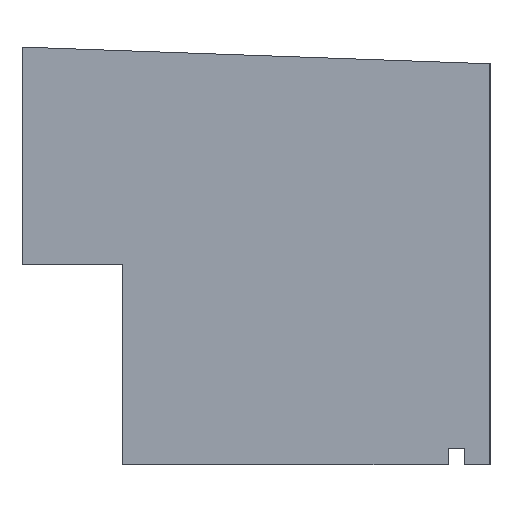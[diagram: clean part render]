
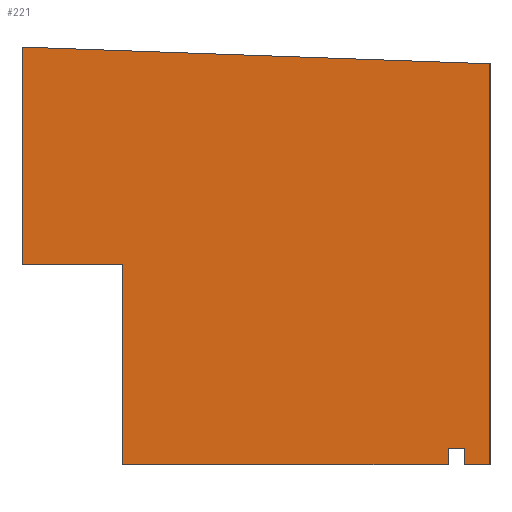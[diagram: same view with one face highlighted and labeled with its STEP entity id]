
A CAD part, left-side view. The second image highlights one B-rep face of the part: STEP entity #221.
In plain terms, the highlighted planar face has unit normal (-1, 0, 0).
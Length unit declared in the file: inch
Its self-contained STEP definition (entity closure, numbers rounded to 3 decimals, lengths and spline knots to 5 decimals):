
#15=FACE_OUTER_BOUND('',#27,.T.);
#27=EDGE_LOOP('',(#149,#150,#151,#152,#153,#154,#155,#156,#157,#158));
#39=LINE('',#319,#69);
#40=LINE('',#321,#70);
#41=LINE('',#323,#71);
#42=LINE('',#325,#72);
#43=LINE('',#327,#73);
#44=LINE('',#329,#74);
#45=LINE('',#331,#75);
#46=LINE('',#333,#76);
#47=LINE('',#335,#77);
#48=LINE('',#336,#78);
#69=VECTOR('',#263,0.3937);
#70=VECTOR('',#264,0.3937);
#71=VECTOR('',#265,0.3937);
#72=VECTOR('',#266,0.3937);
#73=VECTOR('',#267,0.3937);
#74=VECTOR('',#268,0.3937);
#75=VECTOR('',#269,0.3937);
#76=VECTOR('',#270,0.3937);
#77=VECTOR('',#271,0.3937);
#78=VECTOR('',#272,0.3937);
#99=VERTEX_POINT('',#317);
#100=VERTEX_POINT('',#318);
#101=VERTEX_POINT('',#320);
#102=VERTEX_POINT('',#322);
#103=VERTEX_POINT('',#324);
#104=VERTEX_POINT('',#326);
#105=VERTEX_POINT('',#328);
#106=VERTEX_POINT('',#330);
#107=VERTEX_POINT('',#332);
#108=VERTEX_POINT('',#334);
#119=EDGE_CURVE('',#99,#100,#39,.T.);
#120=EDGE_CURVE('',#101,#99,#40,.T.);
#121=EDGE_CURVE('',#102,#101,#41,.T.);
#122=EDGE_CURVE('',#103,#102,#42,.T.);
#123=EDGE_CURVE('',#104,#103,#43,.T.);
#124=EDGE_CURVE('',#105,#104,#44,.T.);
#125=EDGE_CURVE('',#106,#105,#45,.T.);
#126=EDGE_CURVE('',#107,#106,#46,.T.);
#127=EDGE_CURVE('',#108,#107,#47,.T.);
#128=EDGE_CURVE('',#100,#108,#48,.T.);
#149=ORIENTED_EDGE('',*,*,#119,.F.);
#150=ORIENTED_EDGE('',*,*,#120,.F.);
#151=ORIENTED_EDGE('',*,*,#121,.F.);
#152=ORIENTED_EDGE('',*,*,#122,.F.);
#153=ORIENTED_EDGE('',*,*,#123,.F.);
#154=ORIENTED_EDGE('',*,*,#124,.F.);
#155=ORIENTED_EDGE('',*,*,#125,.F.);
#156=ORIENTED_EDGE('',*,*,#126,.F.);
#157=ORIENTED_EDGE('',*,*,#127,.F.);
#158=ORIENTED_EDGE('',*,*,#128,.F.);
#209=PLANE('',#247);
#221=ADVANCED_FACE('',(#15),#209,.F.);
#247=AXIS2_PLACEMENT_3D('',#316,#261,#262);
#261=DIRECTION('center_axis',(1.,0.,0.));
#262=DIRECTION('ref_axis',(0.,0.,1.));
#263=DIRECTION('',(0.,0.,-1.));
#264=DIRECTION('',(0.,-0.999,-0.036));
#265=DIRECTION('',(0.,0.,1.));
#266=DIRECTION('',(0.,1.,0.));
#267=DIRECTION('',(0.,0.,1.));
#268=DIRECTION('',(0.,1.,0.));
#269=DIRECTION('',(0.,0.,-1.));
#270=DIRECTION('',(0.,1.,0.));
#271=DIRECTION('',(0.,0.,1.));
#272=DIRECTION('',(0.,1.,0.));
#316=CARTESIAN_POINT('Origin',(75.18027,-21.49999,-6.25));
#317=CARTESIAN_POINT('',(75.18027,-41.125,-0.25));
#318=CARTESIAN_POINT('',(75.18027,-41.125,-6.25));
#319=CARTESIAN_POINT('',(75.18027,-41.125,-3.25));
#320=CARTESIAN_POINT('',(75.18027,-34.125,0.));
#321=CARTESIAN_POINT('',(75.18027,-27.932,0.22118));
#322=CARTESIAN_POINT('',(75.18027,-34.125,-3.25));
#323=CARTESIAN_POINT('',(75.18027,-34.125,-4.75));
#324=CARTESIAN_POINT('',(75.18027,-35.625,-3.25));
#325=CARTESIAN_POINT('',(75.18027,-14.49999,-3.25));
#326=CARTESIAN_POINT('',(75.18027,-35.625,-6.25));
#327=CARTESIAN_POINT('',(75.18027,-35.625,-6.25));
#328=CARTESIAN_POINT('',(75.18027,-40.5,-6.25));
#329=CARTESIAN_POINT('',(75.18027,-17.49999,-6.25));
#330=CARTESIAN_POINT('',(75.18027,-40.5,-6.));
#331=CARTESIAN_POINT('',(75.18027,-40.5,-6.125));
#332=CARTESIAN_POINT('',(75.18027,-40.75,-6.));
#333=CARTESIAN_POINT('',(75.18027,-31.12499,-6.));
#334=CARTESIAN_POINT('',(75.18027,-40.75,-6.25));
#335=CARTESIAN_POINT('',(75.18027,-40.75,-6.25));
#336=CARTESIAN_POINT('',(75.18027,-17.49999,-6.25));
